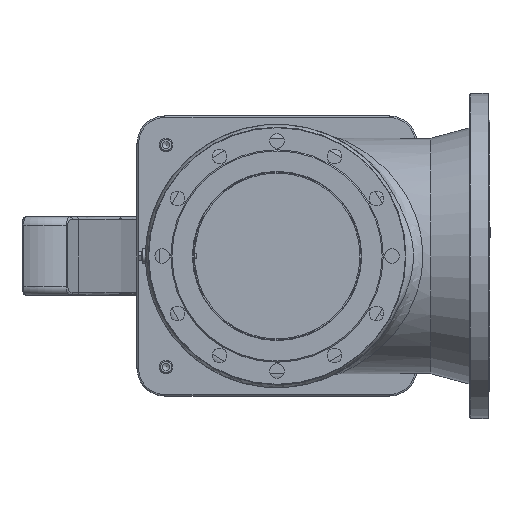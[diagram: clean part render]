
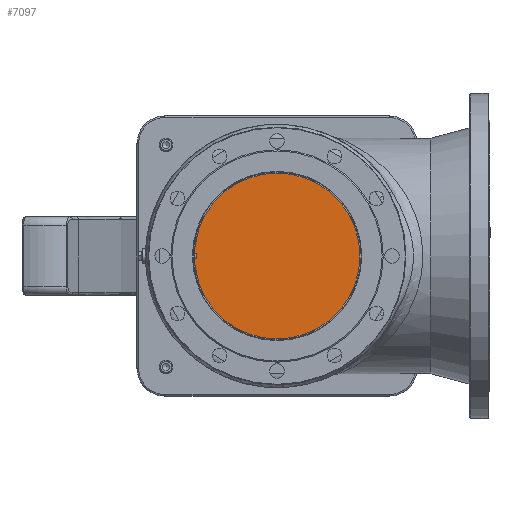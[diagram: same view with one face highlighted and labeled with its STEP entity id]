
A CAD part, front view. The second image highlights one B-rep face of the part: STEP entity #7097.
In plain terms, the highlighted planar face has unit normal (0, -1, 0).
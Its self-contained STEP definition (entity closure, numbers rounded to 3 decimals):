
#403=PLANE('',#7910);
#1691=FACE_OUTER_BOUND('',#2200,.T.);
#2200=EDGE_LOOP('',(#5509));
#2629=CIRCLE('',#7896,150.);
#3267=VERTEX_POINT('',#12586);
#4050=EDGE_CURVE('',#3267,#3267,#2629,.T.);
#5509=ORIENTED_EDGE('',*,*,#4050,.T.);
#7097=ADVANCED_FACE('',(#1691),#403,.T.);
#7896=AXIS2_PLACEMENT_3D('',#12588,#9280,#9281);
#7910=AXIS2_PLACEMENT_3D('',#12612,#9311,#9312);
#9280=DIRECTION('center_axis',(0.,-1.,0.));
#9281=DIRECTION('ref_axis',(-1.,0.,0.));
#9311=DIRECTION('center_axis',(0.,-1.,0.));
#9312=DIRECTION('ref_axis',(0.,0.,-1.));
#12586=CARTESIAN_POINT('',(150.,-390.,0.));
#12588=CARTESIAN_POINT('Origin',(0.,-390.,0.));
#12612=CARTESIAN_POINT('Origin',(0.,-390.,0.));
